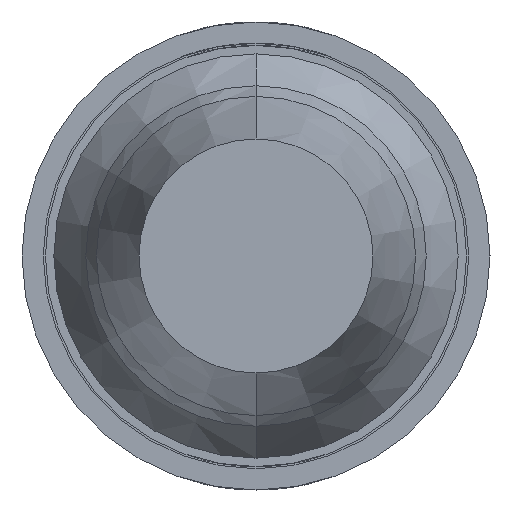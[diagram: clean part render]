
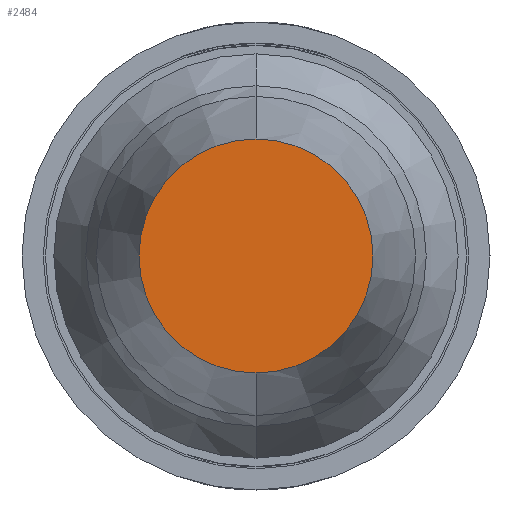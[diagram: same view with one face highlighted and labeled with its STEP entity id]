
A CAD part, front view. The second image highlights one B-rep face of the part: STEP entity #2484.
In plain terms, the highlighted planar face has unit normal (0, -1, 0).
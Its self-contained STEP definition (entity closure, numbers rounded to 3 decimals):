
#414 = EDGE_CURVE ( 'Defeature ausgef�hrt2_21+Defeature ausgef�hrt2_22+Defeature ausgef�hrt2_22+Defeature ausgef�hrt2_22', #5701, #3782, #1381, .T. ) ;
#1194 = AXIS2_PLACEMENT_3D ( 'NONE', #5319, #3261, #4810 ) ;
#1381 = CIRCLE ( 'NONE', #1194, 0.55 ) ;
#1622 = CARTESIAN_POINT ( 'NONE',  ( -0.55, -39.2, 0. ) ) ;
#2484 = ADVANCED_FACE ( 'Defeature ausgef�hrt2_22', ( #6537 ), #5843, .T. ) ;
#2660 = DIRECTION ( 'NONE',  ( 0., 0., 1. ) ) ;
#3261 = DIRECTION ( 'NONE',  ( 0., 1., 0. ) ) ;
#3461 = CIRCLE ( 'NONE', #6824, 0.55 ) ;
#3702 = AXIS2_PLACEMENT_3D ( 'NONE', #1622, #5311, #5898 ) ;
#3782 = VERTEX_POINT ( 'NONE', #4089 ) ;
#3924 = EDGE_CURVE ( 'Defeature ausgef�hrt2_21+Defeature ausgef�hrt2_22+Defeature ausgef�hrt2_22+Defeature ausgef�hrt2_22', #3782, #5701, #3461, .T. ) ;
#4089 = CARTESIAN_POINT ( 'NONE',  ( 0., -39.2, -0.55 ) ) ;
#4599 = ORIENTED_EDGE ( 'NONE', *, *, #414, .F. ) ;
#4745 = CARTESIAN_POINT ( 'NONE',  ( 0., -39.2, 0. ) ) ;
#4810 = DIRECTION ( 'NONE',  ( 0., 0., 1. ) ) ;
#5081 = EDGE_LOOP ( 'NONE', ( #4599, #5730 ) ) ;
#5311 = DIRECTION ( 'NONE',  ( 0., -1., 0. ) ) ;
#5319 = CARTESIAN_POINT ( 'NONE',  ( 0., -39.2, 0. ) ) ;
#5490 = CARTESIAN_POINT ( 'NONE',  ( 0., -39.2, 0.55 ) ) ;
#5701 = VERTEX_POINT ( 'NONE', #5490 ) ;
#5730 = ORIENTED_EDGE ( 'NONE', *, *, #3924, .F. ) ;
#5843 = PLANE ( 'NONE',  #3702 ) ;
#5898 = DIRECTION ( 'NONE',  ( 0., 0., -1. ) ) ;
#6366 = DIRECTION ( 'NONE',  ( 0., 1., 0. ) ) ;
#6537 = FACE_OUTER_BOUND ( 'NONE', #5081, .T. ) ;
#6824 = AXIS2_PLACEMENT_3D ( 'NONE', #4745, #6366, #2660 ) ;
